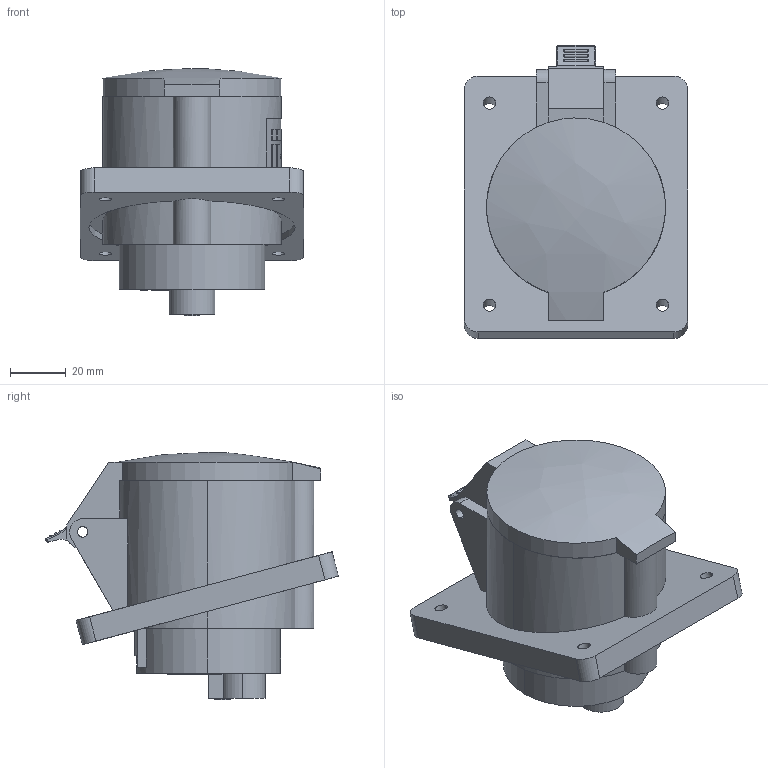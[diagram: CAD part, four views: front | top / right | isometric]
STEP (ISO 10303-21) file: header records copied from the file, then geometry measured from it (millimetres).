
FILE_DESCRIPTION (( 'STEP AP214' ), '1' );
FILE_NAME ('PSN41-032-3 Ðîçåòêà âñòðàèâàåìàÿ ÑÑÈ-423 32À-6÷_200-250Â 2Ð+PÅ IP44 MAGNUM ÈÝÊ.STEP', '2017-01-25T12:09:50', ( '' ), ( '' ), 'SwSTEP 2.0', 'SolidWorks 2014', '' );
FILE_SCHEMA (( 'AUTOMOTIVE_DESIGN' ));
Length unit declared in the file: millimetre
Products named in the file (1): PSN41-032-3 Ðîçåòêà âñòðàèâàåìàÿ ÑÑÈ-423 32À-6÷_200-250Â 2Ð+PÅ IP44 MAGNUM ÈÝÊ
Bounding box: 80 x 105.03 x 88.56 mm (x, y, z)
Volume: 218799.9 mm3; surface area: 71932.5 mm2
Topology: 8 solids, 10 shells, 458 faces, 1173 edges, 771 vertices
Faces by surface type: plane 263, cylinder 160, bspline 15, cone 12, torus 4, sphere 4
Entity records: 15029 total; most frequent: CARTESIAN_POINT 3481, DIRECTION 2348, ORIENTED_EDGE 2322, EDGE_CURVE 1161, AXIS2_PLACEMENT_3D 834, VERTEX_POINT 771, LINE 680, VECTOR 680
